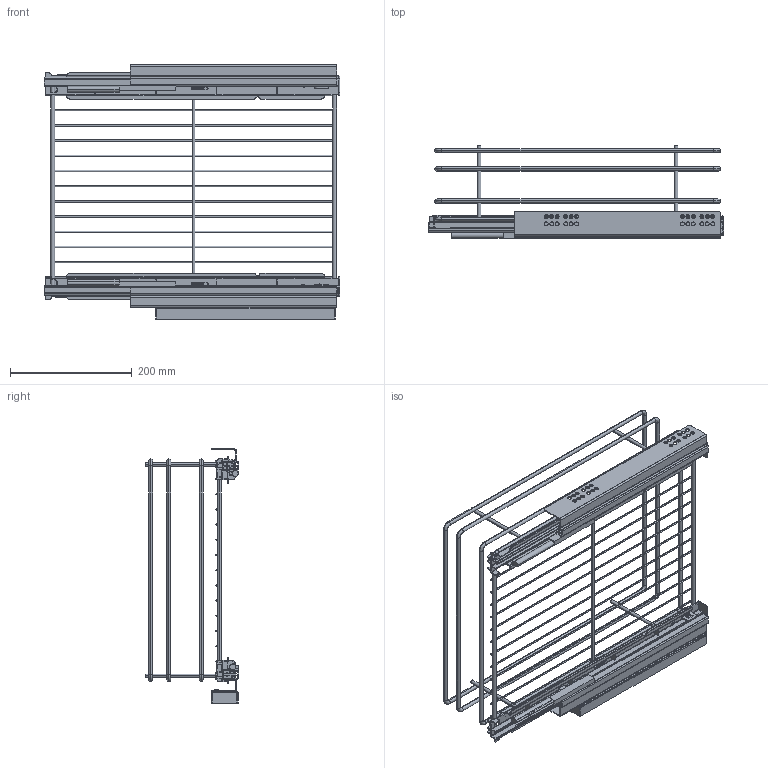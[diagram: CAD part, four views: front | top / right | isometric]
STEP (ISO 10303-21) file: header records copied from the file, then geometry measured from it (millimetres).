
FILE_DESCRIPTION (( 'STEP AP214' ), '1' );
FILE_NAME ('23 - 387260 - BANDEJA MULTIUSO 450F 151H.STEP', '2023-01-16T13:16:36', ( '' ), ( '' ), 'SwSTEP 2.0', 'SolidWorks 2018', '' );
FILE_SCHEMA (( 'AUTOMOTIVE_DESIGN' ));
Length unit declared in the file: millimetre
Products named in the file (18): CENTRO GUIA CUADRO^Copia de QUADRO V6 480 EB20 SS IZQDA_M_Ensamblaje94_19_38726014 - BANDEJA MULTIUSO  450F; SALVABISAGRAS 19^19_38726014 - BANDEJA MULTIUSO  450F; Copia de CLIP SUPERIOR^Ensamblaje94_19_38726014 - BANDEJA MULTIUSO  450F; MEDIO QUADRO 480 EB20 DCHA^QUADRO V6 480 EB20 SS DCHA_19_38726014 - BANDEJA MULTIUSO  450F; CLIP SUPERIOR^19_38726014 - BANDEJA MULTIUSO  450F; MEDIO QUADRO 480 EB20 IZQDA_M^Copia de QUADRO V6 480 EB20 SS IZQDA_M_Ensamblaje94_19_38726014 - BANDEJA MULTIUSO  450F; 19_38726014 - BANDEJA MULTIUSO  450F - CM80370.0003^19_38726014 - BANDEJA MULTIUSO  450F; Copia de QUADRO V6 480 EB20 SS IZQDA_M^Ensamblaje94_19_38726014 - BANDEJA MULTIUSO  450F; FUNDA QUADRO 480 EB20 DCHA^QUADRO V6 480 EB20 SS DCHA_19_38726014 - BANDEJA MULTIUSO  450F; CENTRO GUIA CUADRO^QUADRO V6 480 EB20 SS DCHA_19_38726014 - BANDEJA MULTIUSO  450F; Copia de BOTELLERO FUNDA IZQDA_MIR^Ensamblaje94_19_38726014 - BANDEJA MULTIUSO  450F; QUADRO V6 480 EB20 SS DCHA^19_38726014 - BANDEJA MULTIUSO  450F; FUNDA QUADRO 480 EB20 IZQDA_M^Copia de QUADRO V6 480 EB20 SS IZQDA_M_Ensamblaje94_19_38726014 - BANDEJA MULTIUSO  450F; Ensamblaje94^19_38726014 - BANDEJA MULTIUSO  450F; piston DERECHA^Copia de QUADRO V6 480 EB20 SS IZQDA_M_Ensamblaje94_19_38726014 - BANDEJA MULTIUSO  450F; 23 - 387260 - BANDEJA MULTIUSO  450F 151H; BOTELLERO FUNDA DCHA^19_38726014 - BANDEJA MULTIUSO  450F; piston DERECHA^QUADRO V6 480 EB20 SS DCHA_19_38726014 - BANDEJA MULTIUSO  450F
Assembly tree (17 placements, depth 4):
  23 - 387260 - BANDEJA MULTIUSO  450F 151H
    Ensamblaje94^19_38726014 - BANDEJA MULTIUSO  450F
      Copia de QUADRO V6 480 EB20 SS IZQDA_M^Ensamblaje94_19_38726014 - BANDEJA MULTIUSO  450F
        FUNDA QUADRO 480 EB20 IZQDA_M^Copia de QUADRO V6 480 EB20 SS IZQDA_M_Ensamblaje94_19_38726014 - BANDEJA MULTIUSO  450F
        MEDIO QUADRO 480 EB20 IZQDA_M^Copia de QUADRO V6 480 EB20 SS IZQDA_M_Ensamblaje94_19_38726014 - BANDEJA MULTIUSO  450F
        CENTRO GUIA CUADRO^Copia de QUADRO V6 480 EB20 SS IZQDA_M_Ensamblaje94_19_38726014 - BANDEJA MULTIUSO  450F
        piston DERECHA^Copia de QUADRO V6 480 EB20 SS IZQDA_M_Ensamblaje94_19_38726014 - BANDEJA MULTIUSO  450F
      Copia de CLIP SUPERIOR^Ensamblaje94_19_38726014 - BANDEJA MULTIUSO  450F
      Copia de BOTELLERO FUNDA IZQDA_MIR^Ensamblaje94_19_38726014 - BANDEJA MULTIUSO  450F
    QUADRO V6 480 EB20 SS DCHA^19_38726014 - BANDEJA MULTIUSO  450F
      FUNDA QUADRO 480 EB20 DCHA^QUADRO V6 480 EB20 SS DCHA_19_38726014 - BANDEJA MULTIUSO  450F
      MEDIO QUADRO 480 EB20 DCHA^QUADRO V6 480 EB20 SS DCHA_19_38726014 - BANDEJA MULTIUSO  450F
      CENTRO GUIA CUADRO^QUADRO V6 480 EB20 SS DCHA_19_38726014 - BANDEJA MULTIUSO  450F
      piston DERECHA^QUADRO V6 480 EB20 SS DCHA_19_38726014 - BANDEJA MULTIUSO  450F
    SALVABISAGRAS 19^19_38726014 - BANDEJA MULTIUSO  450F
    CLIP SUPERIOR^19_38726014 - BANDEJA MULTIUSO  450F
    BOTELLERO FUNDA DCHA^19_38726014 - BANDEJA MULTIUSO  450F
    19_38726014 - BANDEJA MULTIUSO  450F - CM80370.0003^19_38726014 - BANDEJA MULTIUSO  450F
Bounding box: 486 x 153.55 x 418 mm (x, y, z)
Volume: 688886.1 mm3; surface area: 657924 mm2
Topology: 36 solids, 36 shells, 1608 faces, 4267 edges, 2722 vertices
Faces by surface type: cylinder 728, plane 676, torus 90, bspline 54, sphere 32, cone 28
Entity records: 55097 total; most frequent: CARTESIAN_POINT 13993, ORIENTED_EDGE 8422, DIRECTION 8171, EDGE_CURVE 4211, AXIS2_PLACEMENT_3D 2936, VERTEX_POINT 2706, VECTOR 2299, LINE 2299
